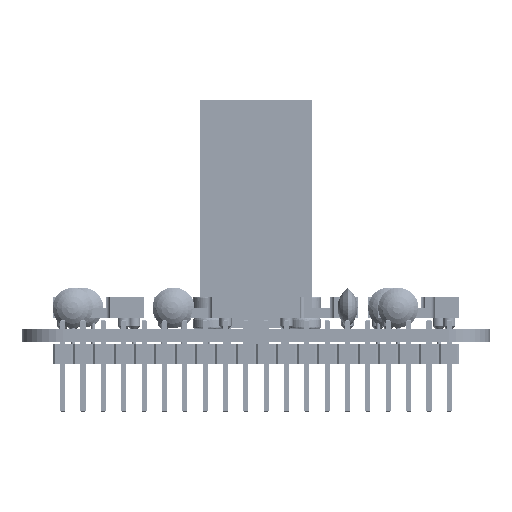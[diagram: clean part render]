
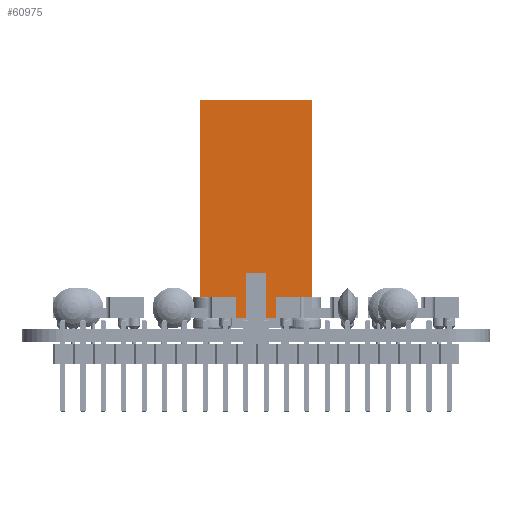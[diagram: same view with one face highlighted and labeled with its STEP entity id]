
A CAD part, left-side view. The second image highlights one B-rep face of the part: STEP entity #60975.
In plain terms, the highlighted face is planar.
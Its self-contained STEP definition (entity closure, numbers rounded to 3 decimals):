
#60532 = VERTEX_POINT('',#60533);
#60533 = CARTESIAN_POINT('',(-7.,0.,-20.));
#60539 = EDGE_CURVE('',#60532,#60540,#60542,.T.);
#60540 = VERTEX_POINT('',#60541);
#60541 = CARTESIAN_POINT('',(-7.,-27.21,-20.));
#60542 = LINE('',#60543,#60544);
#60543 = CARTESIAN_POINT('',(-7.,0.,-20.));
#60544 = VECTOR('',#60545,1.);
#60545 = DIRECTION('',(0.,-1.,0.));
#60862 = VERTEX_POINT('',#60863);
#60863 = CARTESIAN_POINT('',(7.,-27.21,-20.));
#60869 = EDGE_CURVE('',#60870,#60862,#60872,.T.);
#60870 = VERTEX_POINT('',#60871);
#60871 = CARTESIAN_POINT('',(7.,0.,-20.));
#60872 = LINE('',#60873,#60874);
#60873 = CARTESIAN_POINT('',(7.,0.,-20.));
#60874 = VECTOR('',#60875,1.);
#60875 = DIRECTION('',(0.,-1.,0.));
#60963 = EDGE_CURVE('',#60532,#60870,#60964,.T.);
#60964 = LINE('',#60965,#60966);
#60965 = CARTESIAN_POINT('',(-7.,0.,-20.));
#60966 = VECTOR('',#60967,1.);
#60967 = DIRECTION('',(1.,0.,0.));
#60975 = ADVANCED_FACE('',(#60976),#60987,.T.);
#60976 = FACE_BOUND('',#60977,.T.);
#60977 = EDGE_LOOP('',(#60978,#60979,#60985,#60986));
#60978 = ORIENTED_EDGE('',*,*,#60869,.T.);
#60979 = ORIENTED_EDGE('',*,*,#60980,.F.);
#60980 = EDGE_CURVE('',#60540,#60862,#60981,.T.);
#60981 = LINE('',#60982,#60983);
#60982 = CARTESIAN_POINT('',(-7.,-27.21,-20.));
#60983 = VECTOR('',#60984,1.);
#60984 = DIRECTION('',(1.,0.,0.));
#60985 = ORIENTED_EDGE('',*,*,#60539,.F.);
#60986 = ORIENTED_EDGE('',*,*,#60963,.T.);
#60987 = PLANE('',#60988);
#60988 = AXIS2_PLACEMENT_3D('',#60989,#60990,#60991);
#60989 = CARTESIAN_POINT('',(-7.,-13.605,-20.));
#60990 = DIRECTION('',(0.,0.,-1.));
#60991 = DIRECTION('',(0.,1.,0.));
